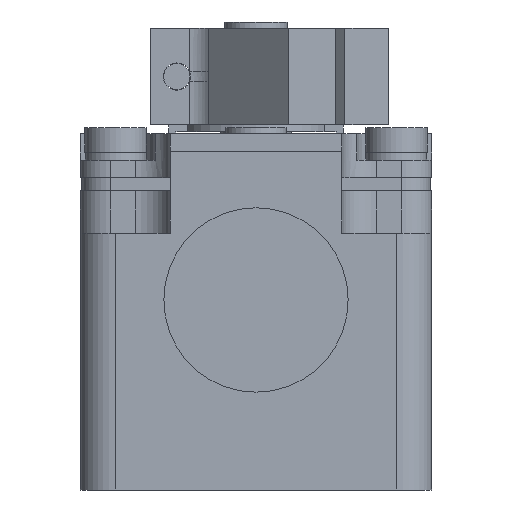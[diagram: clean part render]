
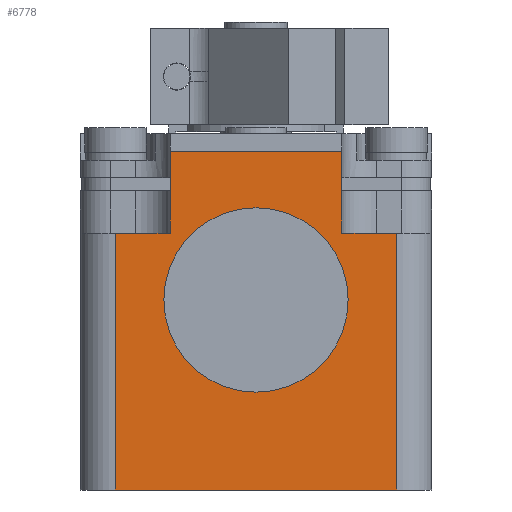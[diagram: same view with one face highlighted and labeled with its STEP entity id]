
A CAD part, front view. The second image highlights one B-rep face of the part: STEP entity #6778.
In plain terms, the highlighted planar face has unit normal (0, -1, 0).
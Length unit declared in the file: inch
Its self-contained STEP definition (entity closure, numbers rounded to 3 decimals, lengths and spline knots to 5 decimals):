
#76 = VECTOR ( 'NONE', #6294, 39.37008 ) ;
#366 = VERTEX_POINT ( 'NONE', #7672 ) ;
#380 = FACE_OUTER_BOUND ( 'NONE', #2120, .T. ) ;
#483 = ORIENTED_EDGE ( 'NONE', *, *, #1134, .F. ) ;
#542 = LINE ( 'NONE', #6408, #8319 ) ;
#632 = CARTESIAN_POINT ( 'NONE',  ( 0.97835, -2.50787, 1.14961 ) ) ;
#648 = CARTESIAN_POINT ( 'NONE',  ( 0.59449, -2.50787, 1.26289 ) ) ;
#1134 = EDGE_CURVE ( 'NONE', #9266, #5410, #8971, .T. ) ;
#1386 = DIRECTION ( 'NONE',  ( 0., 0., 1. ) ) ;
#1454 = ORIENTED_EDGE ( 'NONE', *, *, #9967, .F. ) ;
#1482 = AXIS2_PLACEMENT_3D ( 'NONE', #2191, #10431, #3669 ) ;
#1621 = EDGE_LOOP ( 'NONE', ( #10046, #1454 ) ) ;
#1842 = AXIS2_PLACEMENT_3D ( 'NONE', #5323, #3847, #1386 ) ;
#1982 = FACE_BOUND ( 'NONE', #1621, .T. ) ;
#2088 = EDGE_CURVE ( 'NONE', #5410, #4630, #8178, .T. ) ;
#2120 = EDGE_LOOP ( 'NONE', ( #4764, #4266, #483, #7245, #4005, #10561, #5913, #2346 ) ) ;
#2191 = CARTESIAN_POINT ( 'NONE',  ( 0.59449, -2.50787, 0.85039 ) ) ;
#2217 = VECTOR ( 'NONE', #2661, 39.37008 ) ;
#2301 = CARTESIAN_POINT ( 'NONE',  ( 0.97835, -2.50787, 1.14961 ) ) ;
#2307 = CARTESIAN_POINT ( 'NONE',  ( -0.19291, -2.50787, 1.14961 ) ) ;
#2346 = ORIENTED_EDGE ( 'NONE', *, *, #3250, .T. ) ;
#2387 = VECTOR ( 'NONE', #4048, 39.37008 ) ;
#2661 = DIRECTION ( 'NONE',  ( 1., 0., 0. ) ) ;
#2713 = CARTESIAN_POINT ( 'NONE',  ( -0.19291, -2.50787, 1.51575 ) ) ;
#2772 = VECTOR ( 'NONE', #5545, 39.37008 ) ;
#3250 = EDGE_CURVE ( 'NONE', #3955, #9877, #4846, .T. ) ;
#3282 = LINE ( 'NONE', #8987, #2387 ) ;
#3669 = DIRECTION ( 'NONE',  ( 0., 0., -1. ) ) ;
#3847 = DIRECTION ( 'NONE',  ( 0., 1., 0. ) ) ;
#3955 = VERTEX_POINT ( 'NONE', #8397 ) ;
#4005 = ORIENTED_EDGE ( 'NONE', *, *, #9622, .F. ) ;
#4048 = DIRECTION ( 'NONE',  ( 0., 0., 1. ) ) ;
#4147 = AXIS2_PLACEMENT_3D ( 'NONE', #5289, #4625, #10525 ) ;
#4192 = VERTEX_POINT ( 'NONE', #10777 ) ;
#4266 = ORIENTED_EDGE ( 'NONE', *, *, #2088, .F. ) ;
#4392 = CARTESIAN_POINT ( 'NONE',  ( -0.03543, -2.50787, 1.14961 ) ) ;
#4499 = VECTOR ( 'NONE', #6369, 39.37008 ) ;
#4510 = VECTOR ( 'NONE', #9803, 39.37008 ) ;
#4625 = DIRECTION ( 'NONE',  ( 0., -1., 0. ) ) ;
#4630 = VERTEX_POINT ( 'NONE', #6338 ) ;
#4652 = DIRECTION ( 'NONE',  ( 0., 0., 1. ) ) ;
#4764 = ORIENTED_EDGE ( 'NONE', *, *, #5415, .F. ) ;
#4846 = LINE ( 'NONE', #5447, #4499 ) ;
#5289 = CARTESIAN_POINT ( 'NONE',  ( 0.59449, -2.50787, 0.85039 ) ) ;
#5323 = CARTESIAN_POINT ( 'NONE',  ( -0.19291, -2.50787, 1.14961 ) ) ;
#5350 = EDGE_CURVE ( 'NONE', #3955, #10648, #542, .T. ) ;
#5410 = VERTEX_POINT ( 'NONE', #2301 ) ;
#5415 = EDGE_CURVE ( 'NONE', #4630, #9877, #9654, .T. ) ;
#5447 = CARTESIAN_POINT ( 'NONE',  ( -0.19291, -2.50787, 0. ) ) ;
#5545 = DIRECTION ( 'NONE',  ( 1., 0., 0. ) ) ;
#5828 = VERTEX_POINT ( 'NONE', #648 ) ;
#5913 = ORIENTED_EDGE ( 'NONE', *, *, #5350, .F. ) ;
#5957 = CARTESIAN_POINT ( 'NONE',  ( 0.21063, -2.50787, 1.14961 ) ) ;
#6294 = DIRECTION ( 'NONE',  ( 0., 0., -1. ) ) ;
#6338 = CARTESIAN_POINT ( 'NONE',  ( 1.22441, -2.50787, 1.14961 ) ) ;
#6369 = DIRECTION ( 'NONE',  ( 1., 0., 0. ) ) ;
#6408 = CARTESIAN_POINT ( 'NONE',  ( -0.03543, -2.50787, 1.14961 ) ) ;
#6472 = CARTESIAN_POINT ( 'NONE',  ( -0.19291, -2.50787, 1.14961 ) ) ;
#6616 = VECTOR ( 'NONE', #10828, 39.37008 ) ;
#6718 = LINE ( 'NONE', #2713, #2217 ) ;
#6778 = ADVANCED_FACE ( 'NONE', ( #380, #1982 ), #9669, .F. ) ;
#7158 = CARTESIAN_POINT ( 'NONE',  ( 1.22441, -2.50787, 0. ) ) ;
#7188 = EDGE_CURVE ( 'NONE', #4192, #5828, #8315, .T. ) ;
#7245 = ORIENTED_EDGE ( 'NONE', *, *, #9729, .F. ) ;
#7672 = CARTESIAN_POINT ( 'NONE',  ( 0.21063, -2.50787, 1.51575 ) ) ;
#7886 = CARTESIAN_POINT ( 'NONE',  ( 0.97835, -2.50787, 1.51575 ) ) ;
#8178 = LINE ( 'NONE', #2307, #2772 ) ;
#8315 = CIRCLE ( 'NONE', #1482, 0.4125 ) ;
#8319 = VECTOR ( 'NONE', #4652, 39.37008 ) ;
#8397 = CARTESIAN_POINT ( 'NONE',  ( -0.03543, -2.50787, 0. ) ) ;
#8488 = EDGE_CURVE ( 'NONE', #10648, #9858, #9160, .T. ) ;
#8949 = CARTESIAN_POINT ( 'NONE',  ( 1.22441, -2.50787, 1.14961 ) ) ;
#8971 = LINE ( 'NONE', #632, #4510 ) ;
#8987 = CARTESIAN_POINT ( 'NONE',  ( 0.21063, -2.50787, 1.14961 ) ) ;
#9160 = LINE ( 'NONE', #6472, #6616 ) ;
#9266 = VERTEX_POINT ( 'NONE', #7886 ) ;
#9622 = EDGE_CURVE ( 'NONE', #9858, #366, #3282, .T. ) ;
#9654 = LINE ( 'NONE', #8949, #76 ) ;
#9669 = PLANE ( 'NONE',  #1842 ) ;
#9729 = EDGE_CURVE ( 'NONE', #366, #9266, #6718, .T. ) ;
#9771 = CIRCLE ( 'NONE', #4147, 0.4125 ) ;
#9803 = DIRECTION ( 'NONE',  ( 0., 0., -1. ) ) ;
#9858 = VERTEX_POINT ( 'NONE', #5957 ) ;
#9877 = VERTEX_POINT ( 'NONE', #7158 ) ;
#9967 = EDGE_CURVE ( 'NONE', #5828, #4192, #9771, .T. ) ;
#10046 = ORIENTED_EDGE ( 'NONE', *, *, #7188, .F. ) ;
#10431 = DIRECTION ( 'NONE',  ( 0., -1., 0. ) ) ;
#10525 = DIRECTION ( 'NONE',  ( 0., 0., -1. ) ) ;
#10561 = ORIENTED_EDGE ( 'NONE', *, *, #8488, .F. ) ;
#10648 = VERTEX_POINT ( 'NONE', #4392 ) ;
#10777 = CARTESIAN_POINT ( 'NONE',  ( 0.59449, -2.50787, 0.43789 ) ) ;
#10828 = DIRECTION ( 'NONE',  ( 1., 0., 0. ) ) ;
